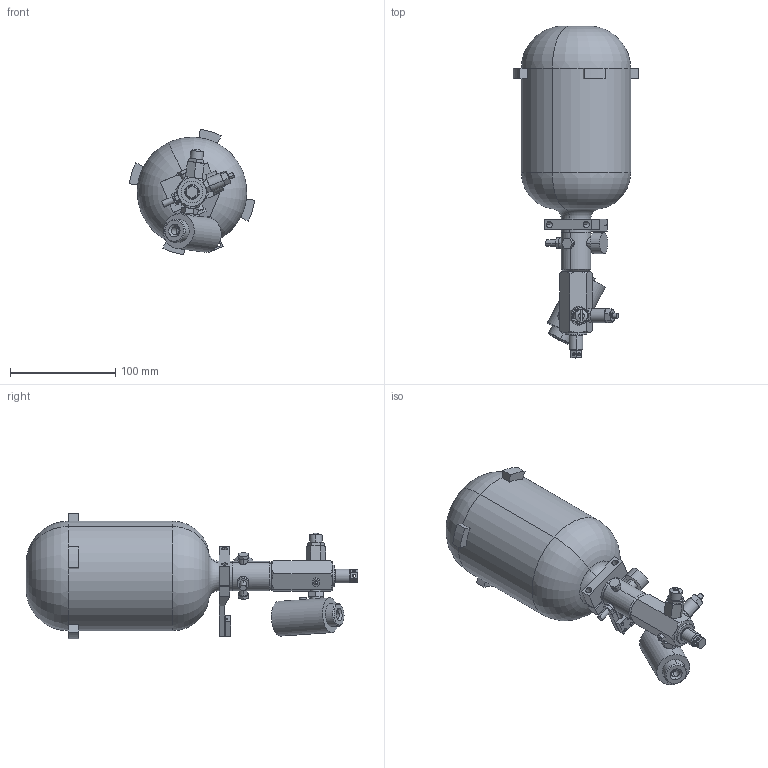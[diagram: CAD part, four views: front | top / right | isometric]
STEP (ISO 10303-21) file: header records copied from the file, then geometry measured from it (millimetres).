
FILE_DESCRIPTION(/* description */ ('VariCAD 2023-1.05 AP-214'),/* implementation_level */ '2;1');
FILE_NAME(/* name */ 'SubSys_OxPress.stp',/* time_stamp */ '2024-10-17T21:06:56+03:00',/* author */ (''),/* organization */ (''),/* preprocessor_version */ 'VariCAD 2023-1.05',/* originating_system */ 'VariCAD 2023-1.05; kernel version (20180118)',/* authorisation */ '');
FILE_SCHEMA(('AUTOMOTIVE_DESIGN'));
Length unit declared in the file: millimetre
Products named in the file (21): SubSys_OxPress; P21_Solenoid_Vent_Valve; P3_Press_Reg3; P3_Press_Reg2; P3_Press_Reg1; P16_Ox_Press_Tank; P78_Diffusor; P26_Ox_Vent_Tube_Holder_Bracket_Small; P17_Ox_Press_Manifold; P9_Bleed_Orifice; P6_Safety_Valve; P79_Spacer_OxPressTank; P20_R-1-8_Double_Nipple; P25_Ox_Vent_Tube_Holder_Bracket_Large; P10_G_1-4_USIT_FKM; P24_Ox_Vent_Tube_Holder; P18_Ox_Press_Check_Valve; P8_Pressure_Sensor
Assembly tree (20 placements, depth 2):
  SubSys_OxPress
    P21_Solenoid_Vent_Valve
    P3_Press_Reg3
    P3_Press_Reg2
    P3_Press_Reg1
    P16_Ox_Press_Tank
    P78_Diffusor
    P26_Ox_Vent_Tube_Holder_Bracket_Small
    P17_Ox_Press_Manifold
    P9_Bleed_Orifice
    P6_Safety_Valve
    P79_Spacer_OxPressTank
    P79_Spacer_OxPressTank
    P79_Spacer_OxPressTank
    P79_Spacer_OxPressTank
    P20_R-1-8_Double_Nipple
    P25_Ox_Vent_Tube_Holder_Bracket_Large
    P10_G_1-4_USIT_FKM
    P24_Ox_Vent_Tube_Holder
    P18_Ox_Press_Check_Valve
    P8_Pressure_Sensor
Bounding box: 118.97 x 315 x 118.97 mm (x, y, z)
Volume: 224866.9 mm3; surface area: 175608.6 mm2
Topology: 20 solids, 20 shells, 655 faces, 1549 edges, 968 vertices
Faces by surface type: cylinder 259, plane 232, cone 105, torus 48, bspline 11
Entity records: 32907 total; most frequent: CARTESIAN_POINT 17200, DIRECTION 3231, ORIENTED_EDGE 3098, EDGE_CURVE 1549, AXIS2_PLACEMENT_3D 1293, VERTEX_POINT 968, EDGE_LOOP 739, ADVANCED_FACE 655
